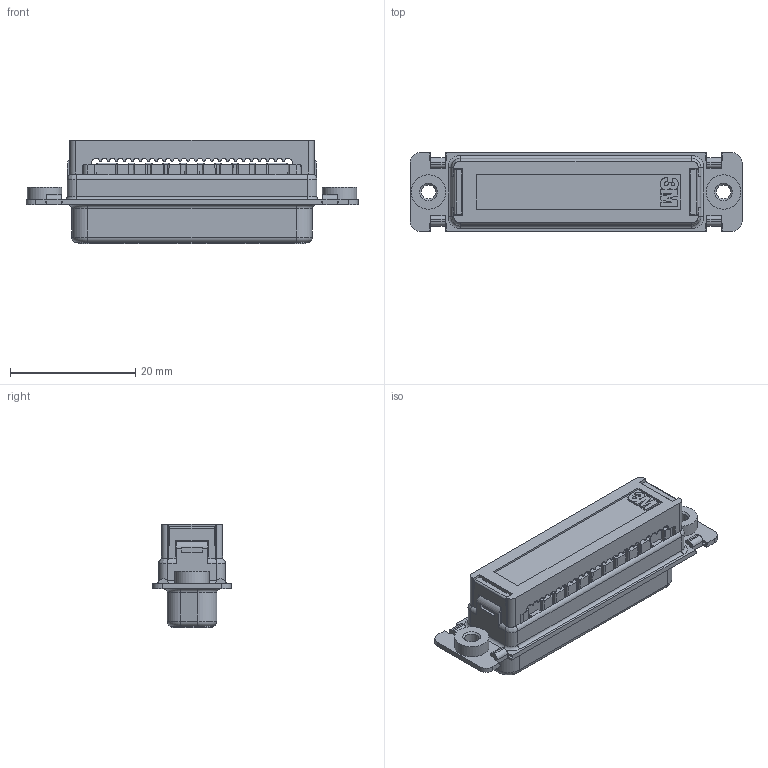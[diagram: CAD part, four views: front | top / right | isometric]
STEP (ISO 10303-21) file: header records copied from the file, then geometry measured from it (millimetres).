
FILE_DESCRIPTION(/* description */ (''),/* implementation_level */ '2;1');
FILE_NAME(/* name */ '8325-8003.stp',/* time_stamp */ '2018-02-16T10:32:24-06:00',/* author */ (''),/* organization */ (''),/* preprocessor_version */ 'ST-DEVELOPER v16',/* originating_system */ 'SIEMENS PLM Software NX 11.0',/* authorisation */ '');
FILE_SCHEMA (('AUTOMOTIVE_DESIGN { 1 0 10303 214 3 1 1 1 }'));
Length unit declared in the file: millimetre
Products named in the file (1): us291D047C648y96
Bounding box: 52.98 x 12.5 x 16.5 mm (x, y, z)
Volume: 3802 mm3; surface area: 8203.6 mm2
Topology: 1 solids, 1 shells, 1560 faces, 4565 edges, 2964 vertices
Faces by surface type: plane 975, cylinder 509, cone 33, torus 32, extrusion 7, bspline 4
Full cylindrical faces by diameter (mm): 1.2 x25, 2.261 x2, 2.84 x2, 5.5 x2
Entity records: 53098 total; most frequent: CARTESIAN_POINT 11610, ORIENTED_EDGE 8958, DIRECTION 8335, EDGE_CURVE 4479, VECTOR 3237, LINE 3230, VERTEX_POINT 2938, AXIS2_PLACEMENT_3D 2549
